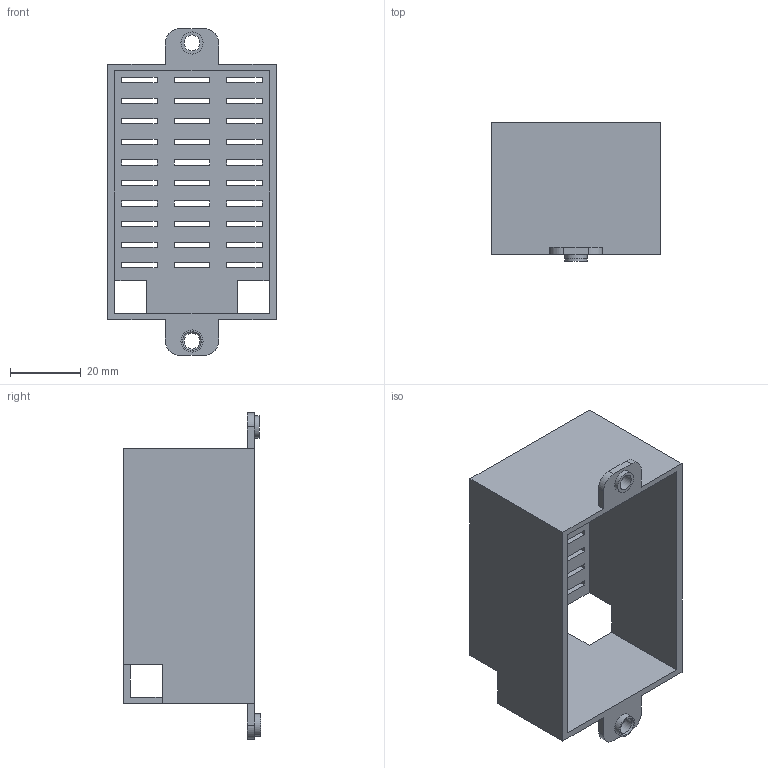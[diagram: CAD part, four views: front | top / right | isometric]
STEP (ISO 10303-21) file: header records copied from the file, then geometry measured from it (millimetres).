
FILE_DESCRIPTION(/* description */ ('STEP AP242','CAx-IF Rec.Pracs.---Representation and Presentation of Product Manufacturing Information (PMI)---4.0---2014-10-13','CAx-IF Rec.Pracs.---3D Tessellated Geometry---0.4---2014-09-14','2;1'),/* implementation_level */ '2;1');
FILE_NAME(/* name */ '669c344288d7265b8aee1366',/* time_stamp */ '2024-07-20T22:03:47Z',/* author */ (''),/* organization */ (''),/* preprocessor_version */ 'ST-DEVELOPER v20',/* originating_system */ ' ',/* authorisation */ ' ');
FILE_SCHEMA (('AP242_MANAGED_MODEL_BASED_3D_ENGINEERING_MIM_LF { 1 0 10303 442 1 1 4 }'));
Length unit declared in the file: metre
Products named in the file (2): Back Box
Assembly tree (1 placements, depth 2):
  Back Box
    Back Box
Bounding box: 47.5 x 38.8 x 92 mm (x, y, z)
Volume: 20882.4 mm3; surface area: 23742.4 mm2
Topology: 1 solids, 1 shells, 156 faces, 464 edges, 309 vertices
Faces by surface type: plane 147, cylinder 8, cone 1
Full cylindrical faces by diameter (mm): 4.5 x2, 6.25 x2
Entity records: 5289 total; most frequent: CARTESIAN_POINT 926, ORIENTED_EDGE 918, DIRECTION 792, EDGE_CURVE 459, LINE 442, VECTOR 442, VERTEX_POINT 309, EDGE_LOOP 228
